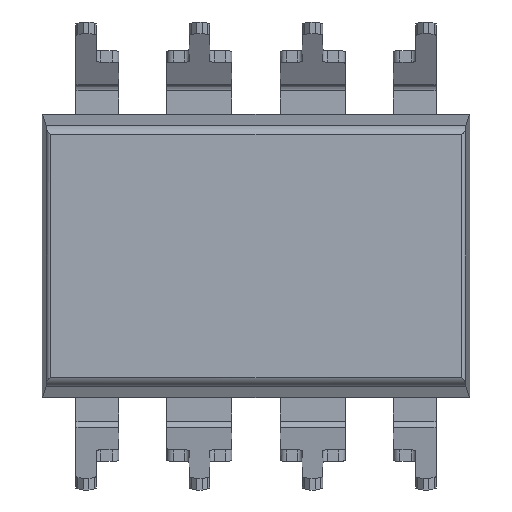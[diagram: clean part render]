
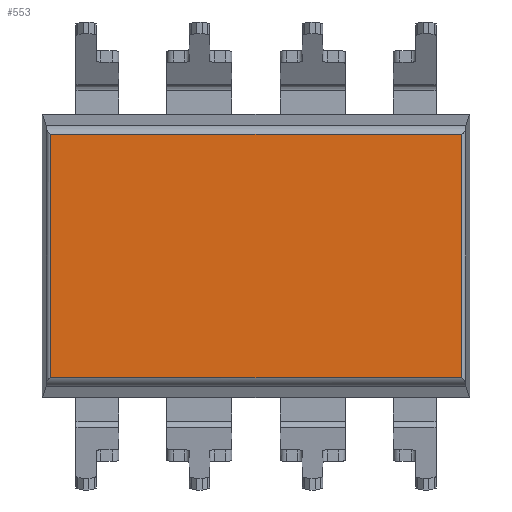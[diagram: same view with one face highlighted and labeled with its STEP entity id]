
A CAD part, front view. The second image highlights one B-rep face of the part: STEP entity #553.
In plain terms, the highlighted planar face has unit normal (0, -1, 0).
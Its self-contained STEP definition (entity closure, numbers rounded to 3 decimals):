
#553=ADVANCED_FACE('',(#1113),#1114,.T.);
#1113=FACE_OUTER_BOUND('',#1684,.T.);
#1114=PLANE('',#1685);
#1684=EDGE_LOOP('',(#3364,#3365,#3366,#3367));
#1685=AXIS2_PLACEMENT_3D('',#3368,#3369,#3370);
#3364=ORIENTED_EDGE('',*,*,#4195,.T.);
#3365=ORIENTED_EDGE('',*,*,#4196,.F.);
#3366=ORIENTED_EDGE('',*,*,#4197,.T.);
#3367=ORIENTED_EDGE('',*,*,#4192,.T.);
#3368=CARTESIAN_POINT('',(4.794,0.7,-3.175));
#3369=DIRECTION('',(0.0,-1.0,0.0));
#3370=DIRECTION('',(1.0,0.0,0.0));
#4192=EDGE_CURVE('',#5244,#5242,#5245,.T.);
#4195=EDGE_CURVE('',#5242,#5248,#5249,.T.);
#4196=EDGE_CURVE('',#5250,#5248,#5251,.T.);
#4197=EDGE_CURVE('',#5250,#5244,#5252,.T.);
#5242=VERTEX_POINT('',#6717);
#5244=VERTEX_POINT('',#6733);
#5245=LINE('',#6734,#6735);
#5248=VERTEX_POINT('',#6752);
#5249=LINE('',#6753,#6754);
#5250=VERTEX_POINT('',#6755);
#5251=LINE('',#6756,#6757);
#5252=LINE('',#6758,#6759);
#6717=CARTESIAN_POINT('',(9.399,0.7,2.731));
#6733=CARTESIAN_POINT('',(9.399,0.7,-2.732));
#6734=CARTESIAN_POINT('',(9.399,0.7,-3.175));
#6735=VECTOR('',#7586,1.0);
#6752=CARTESIAN_POINT('',(0.19,0.7,2.731));
#6753=CARTESIAN_POINT('',(4.794,0.7,2.731));
#6754=VECTOR('',#7587,1.0);
#6755=CARTESIAN_POINT('',(0.19,0.7,-2.732));
#6756=CARTESIAN_POINT('',(0.19,0.7,-3.175));
#6757=VECTOR('',#7588,1.0);
#6758=CARTESIAN_POINT('',(4.794,0.7,-2.732));
#6759=VECTOR('',#7589,1.0);
#7586=DIRECTION('',(0.0,0.0,1.0));
#7587=DIRECTION('',(-1.0,-0.0,0.));
#7588=DIRECTION('',(0.0,0.0,1.0));
#7589=DIRECTION('',(1.0,0.0,0.));
